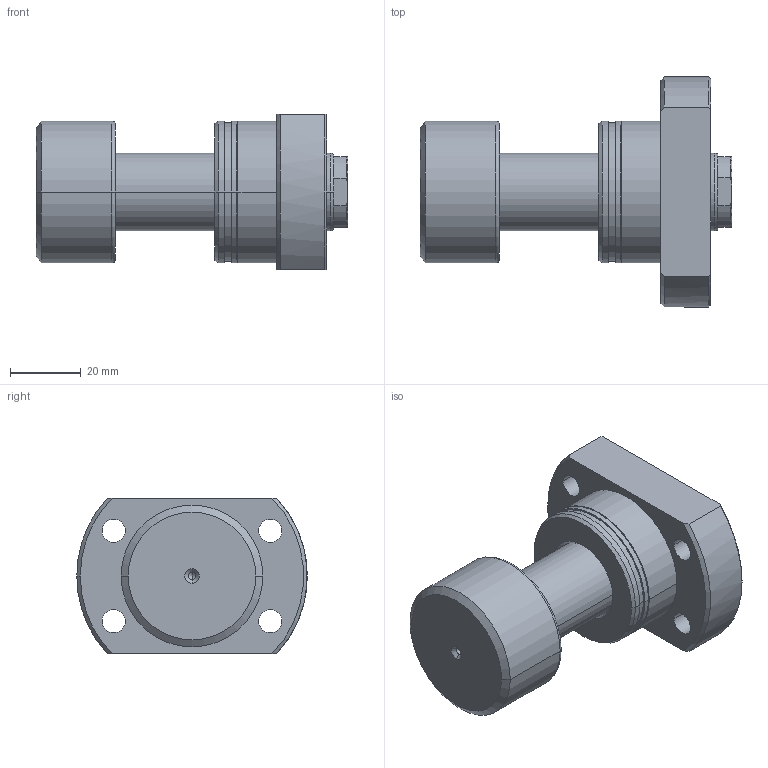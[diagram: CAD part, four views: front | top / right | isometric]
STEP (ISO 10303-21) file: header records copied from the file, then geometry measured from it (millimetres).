
FILE_DESCRIPTION (( 'STEP AP203' ), '1' );
FILE_NAME ('3ef7.STEP', '2022-04-15T20:20:49', ( '' ), ( '' ), 'SwSTEP 2.0', 'SolidWorks 2019', '' );
FILE_SCHEMA (( 'CONFIG_CONTROL_DESIGN' ));
Length unit declared in the file: millimetre
Products named in the file (3): V400CL_VC_X 0b46894cf22b60c80b5f0f9c33c4fb77; 3ef7; V400CL_PC_Y 0b46894cf22b60c80b5f0f9c33c4fb77
Assembly tree (2 placements, depth 2):
  3ef7
    V400CL_VC_X 0b46894cf22b60c80b5f0f9c33c4fb77
    V400CL_PC_Y 0b46894cf22b60c80b5f0f9c33c4fb77
Bounding box: 88 x 65 x 44 mm (x, y, z)
Volume: 95025.5 mm3; surface area: 22869.5 mm2
Topology: 2 solids, 2 shells, 103 faces, 232 edges, 143 vertices
Faces by surface type: cylinder 47, cone 28, plane 26, torus 2
Entity records: 3214 total; most frequent: DIRECTION 555, CARTESIAN_POINT 527, ORIENTED_EDGE 456, AXIS2_PLACEMENT_3D 235, EDGE_CURVE 228, VERTEX_POINT 143, CIRCLE 127, EDGE_LOOP 127
